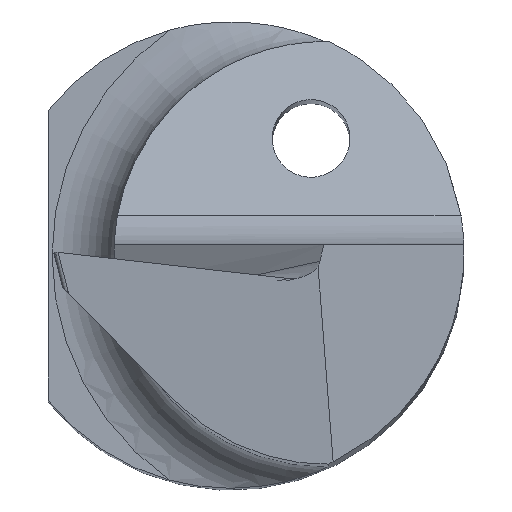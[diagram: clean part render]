
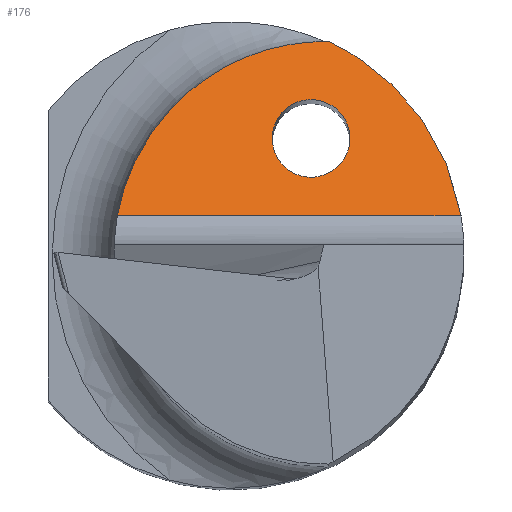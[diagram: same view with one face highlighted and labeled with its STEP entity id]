
A CAD part, top view. The second image highlights one B-rep face of the part: STEP entity #176.
In plain terms, the highlighted planar face has unit normal (0, 0.766, 0.643).
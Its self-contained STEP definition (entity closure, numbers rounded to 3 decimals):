
#4 = CARTESIAN_POINT ( 'NONE',  ( 1.032, 0.974, 31.111 ) ) ;
#27 = DIRECTION ( 'NONE',  ( 0., -0.766, -0.643 ) ) ;
#77 = EDGE_LOOP ( 'NONE', ( #614, #257, #197 ) ) ;
#89 = PLANE ( 'NONE',  #340 ) ;
#101 = EDGE_CURVE ( 'NONE', #151, #190, #528, .T. ) ;
#133 = LINE ( 'NONE', #409, #269 ) ;
#151 = VERTEX_POINT ( 'NONE', #229 ) ;
#172 = CARTESIAN_POINT ( 'NONE',  ( 2.183, 2.298, 29.535 ) ) ;
#176 = ADVANCED_FACE ( 'NONE', ( #557, #369 ), #89, .F. ) ;
#190 = VERTEX_POINT ( 'NONE', #422 ) ;
#197 = ORIENTED_EDGE ( 'NONE', *, *, #101, .T. ) ;
#227 = CARTESIAN_POINT ( 'NONE',  ( 1.255, 2.725, 29.025 ) ) ;
#229 = CARTESIAN_POINT ( 'NONE',  ( 1.255, 2.725, 29.025 ) ) ;
#247 = EDGE_CURVE ( 'NONE', #774, #190, #133, .T. ) ;
#257 = ORIENTED_EDGE ( 'NONE', *, *, #522, .T. ) ;
#269 = VECTOR ( 'NONE', #417, 1000. ) ;
#273 = EDGE_LOOP ( 'NONE', ( #413 ) ) ;
#308 =( BOUNDED_CURVE ( )  B_SPLINE_CURVE ( 3, ( #692, #350, #621, #4, #492, #679, #743 ),
 .UNSPECIFIED., .T., .F. ) 
 B_SPLINE_CURVE_WITH_KNOTS ( ( 4, 3, 4 ),
 ( 0., 3.142, 6.283 ),
 .UNSPECIFIED. ) 
 CURVE ( )  GEOMETRIC_REPRESENTATION_ITEM ( )  RATIONAL_B_SPLINE_CURVE ( ( 1., 0.333, 0.333, 1., 0.333, 0.333, 1. ) ) 
 REPRESENTATION_ITEM ( '' )  );
#340 = AXIS2_PLACEMENT_3D ( 'NONE', #357, #27, #822 ) ;
#350 = CARTESIAN_POINT ( 'NONE',  ( 2.032, 1.974, 29.92 ) ) ;
#357 = CARTESIAN_POINT ( 'NONE',  ( 3., 0.474, 31.707 ) ) ;
#365 = CARTESIAN_POINT ( 'NONE',  ( -1.215, 1.849, 30.069 ) ) ;
#369 = FACE_OUTER_BOUND ( 'NONE', #77, .T. ) ;
#381 = EDGE_CURVE ( 'NONE', #629, #629, #308, .T. ) ;
#409 = CARTESIAN_POINT ( 'NONE',  ( 3., 0.474, 31.707 ) ) ;
#413 = ORIENTED_EDGE ( 'NONE', *, *, #381, .T. ) ;
#417 = DIRECTION ( 'NONE',  ( -1., 0., 0. ) ) ;
#422 = CARTESIAN_POINT ( 'NONE',  ( -1.458, 0.474, 31.707 ) ) ;
#426 = CARTESIAN_POINT ( 'NONE',  ( -0.141, 2.74, 29.007 ) ) ;
#434 = CARTESIAN_POINT ( 'NONE',  ( -1.458, 0.474, 31.707 ) ) ;
#492 = CARTESIAN_POINT ( 'NONE',  ( 0.032, 0.974, 31.111 ) ) ;
#506 = CARTESIAN_POINT ( 'NONE',  ( 2.962, 0.474, 31.707 ) ) ;
#508 = CARTESIAN_POINT ( 'NONE',  ( 1.032, 1.974, 29.92 ) ) ;
#522 = EDGE_CURVE ( 'NONE', #774, #151, #633, .T. ) ;
#528 =( BOUNDED_CURVE ( )  B_SPLINE_CURVE ( 3, ( #562, #426, #365, #434 ),
 .UNSPECIFIED., .F., .F. ) 
 B_SPLINE_CURVE_WITH_KNOTS ( ( 4, 4 ),
 ( 6.272, 7.679 ),
 .UNSPECIFIED. ) 
 CURVE ( )  GEOMETRIC_REPRESENTATION_ITEM ( )  RATIONAL_B_SPLINE_CURVE ( ( 1., 0.842, 0.842, 1. ) ) 
 REPRESENTATION_ITEM ( '' )  );
#557 = FACE_BOUND ( 'NONE', #273, .T. ) ;
#562 = CARTESIAN_POINT ( 'NONE',  ( 1.255, 2.725, 29.025 ) ) ;
#614 = ORIENTED_EDGE ( 'NONE', *, *, #247, .F. ) ;
#621 = CARTESIAN_POINT ( 'NONE',  ( 2.032, 0.974, 31.111 ) ) ;
#629 = VERTEX_POINT ( 'NONE', #508 ) ;
#633 =( BOUNDED_CURVE ( )  B_SPLINE_CURVE ( 3, ( #506, #640, #172, #227 ),
 .UNSPECIFIED., .F., .T. ) 
 B_SPLINE_CURVE_WITH_KNOTS ( ( 4, 4 ),
 ( 4.871, 5.852 ),
 .UNSPECIFIED. ) 
 CURVE ( )  GEOMETRIC_REPRESENTATION_ITEM ( )  RATIONAL_B_SPLINE_CURVE ( ( 1., 0.921, 0.921, 1. ) ) 
 REPRESENTATION_ITEM ( '' )  );
#640 = CARTESIAN_POINT ( 'NONE',  ( 2.801, 1.483, 30.505 ) ) ;
#671 = CARTESIAN_POINT ( 'NONE',  ( 2.962, 0.474, 31.707 ) ) ;
#679 = CARTESIAN_POINT ( 'NONE',  ( 0.032, 1.974, 29.92 ) ) ;
#692 = CARTESIAN_POINT ( 'NONE',  ( 1.032, 1.974, 29.92 ) ) ;
#743 = CARTESIAN_POINT ( 'NONE',  ( 1.032, 1.974, 29.92 ) ) ;
#774 = VERTEX_POINT ( 'NONE', #671 ) ;
#822 = DIRECTION ( 'NONE',  ( 0., 0.643, -0.766 ) ) ;
